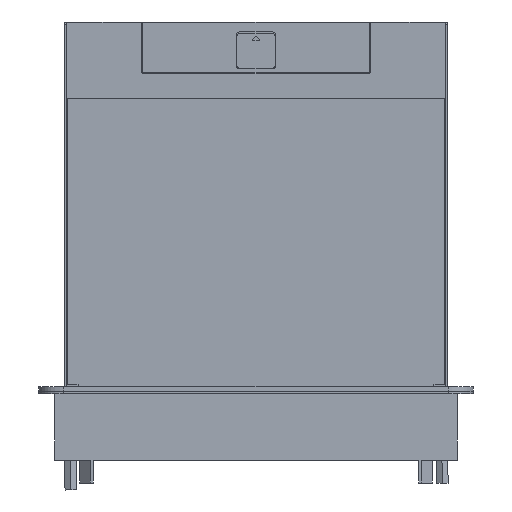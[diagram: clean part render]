
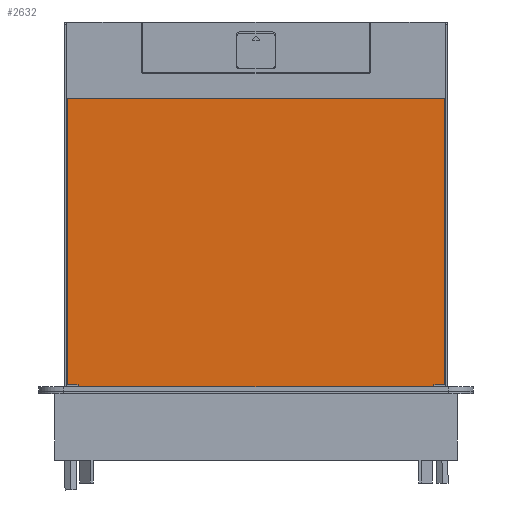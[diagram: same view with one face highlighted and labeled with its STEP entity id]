
A CAD part, front view. The second image highlights one B-rep face of the part: STEP entity #2632.
In plain terms, the highlighted face is planar.
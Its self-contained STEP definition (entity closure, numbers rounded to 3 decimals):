
#1696=CARTESIAN_POINT('Vertex',(-123.725,113.25,4.4)) ;
#1719=CARTESIAN_POINT('Line Origine',(0.,113.25,4.4)) ;
#1723=CARTESIAN_POINT('Vertex',(123.725,113.25,4.4)) ;
#2343=CARTESIAN_POINT('Line Origine',(0.,-87.15,4.4)) ;
#2347=CARTESIAN_POINT('Vertex',(124.2,-87.15,4.4)) ;
#2349=CARTESIAN_POINT('Vertex',(-124.2,-87.15,4.4)) ;
#2507=CARTESIAN_POINT('Vertex',(-123.725,-74.7,4.4)) ;
#2510=CARTESIAN_POINT('Line Origine',(-123.725,19.275,4.4)) ;
#2522=CARTESIAN_POINT('Axis2P3D Location',(0.,0.,4.4)) ;
#2527=CARTESIAN_POINT('Line Origine',(-120.238,-74.7,4.4)) ;
#2531=CARTESIAN_POINT('Vertex',(-116.75,-74.7,4.4)) ;
#2534=CARTESIAN_POINT('Line Origine',(-116.75,-79.2,4.4)) ;
#2538=CARTESIAN_POINT('Vertex',(-116.75,-83.7,4.4)) ;
#2541=CARTESIAN_POINT('Line Origine',(-122.,-83.7,4.4)) ;
#2545=CARTESIAN_POINT('Vertex',(-127.25,-83.7,4.4)) ;
#2548=CARTESIAN_POINT('Line Origine',(-127.25,-85.7,4.4)) ;
#2552=CARTESIAN_POINT('Vertex',(-127.25,-87.7,4.4)) ;
#2555=CARTESIAN_POINT('Line Origine',(-125.725,-87.7,4.4)) ;
#2559=CARTESIAN_POINT('Vertex',(-124.2,-87.7,4.4)) ;
#2562=CARTESIAN_POINT('Line Origine',(-124.2,-87.425,4.4)) ;
#2567=CARTESIAN_POINT('Line Origine',(124.2,-87.425,4.4)) ;
#2571=CARTESIAN_POINT('Vertex',(124.2,-87.7,4.4)) ;
#2574=CARTESIAN_POINT('Line Origine',(125.725,-87.7,4.4)) ;
#2578=CARTESIAN_POINT('Vertex',(127.25,-87.7,4.4)) ;
#2581=CARTESIAN_POINT('Line Origine',(127.25,-85.7,4.4)) ;
#2585=CARTESIAN_POINT('Vertex',(127.25,-83.7,4.4)) ;
#2588=CARTESIAN_POINT('Line Origine',(122.,-83.7,4.4)) ;
#2592=CARTESIAN_POINT('Vertex',(116.75,-83.7,4.4)) ;
#2595=CARTESIAN_POINT('Line Origine',(116.75,-79.2,4.4)) ;
#2599=CARTESIAN_POINT('Vertex',(116.75,-74.7,4.4)) ;
#2602=CARTESIAN_POINT('Line Origine',(120.238,-74.7,4.4)) ;
#2606=CARTESIAN_POINT('Vertex',(123.725,-74.7,4.4)) ;
#2609=CARTESIAN_POINT('Line Origine',(123.725,19.275,4.4)) ;
#1720=DIRECTION('Vector Direction',(-1.,0.,0.)) ;
#2344=DIRECTION('Vector Direction',(-1.,0.,0.)) ;
#2511=DIRECTION('Vector Direction',(0.,-1.,0.)) ;
#2523=DIRECTION('Axis2P3D Direction',(0.,0.,1.)) ;
#2524=DIRECTION('Axis2P3D XDirection',(1.,0.,0.)) ;
#2528=DIRECTION('Vector Direction',(-1.,0.,0.)) ;
#2535=DIRECTION('Vector Direction',(0.,1.,0.)) ;
#2542=DIRECTION('Vector Direction',(1.,0.,0.)) ;
#2549=DIRECTION('Vector Direction',(0.,-1.,0.)) ;
#2556=DIRECTION('Vector Direction',(-1.,0.,0.)) ;
#2563=DIRECTION('Vector Direction',(0.,-1.,0.)) ;
#2568=DIRECTION('Vector Direction',(0.,-1.,0.)) ;
#2575=DIRECTION('Vector Direction',(-1.,0.,0.)) ;
#2582=DIRECTION('Vector Direction',(0.,-1.,0.)) ;
#2589=DIRECTION('Vector Direction',(-1.,0.,0.)) ;
#2596=DIRECTION('Vector Direction',(0.,1.,0.)) ;
#2603=DIRECTION('Vector Direction',(1.,0.,0.)) ;
#2610=DIRECTION('Vector Direction',(0.,-1.,0.)) ;
#2525=AXIS2_PLACEMENT_3D('Plane Axis2P3D',#2522,#2523,#2524) ;
#2615=ORIENTED_EDGE('',*,*,#2514,.T.) ;
#2616=ORIENTED_EDGE('',*,*,#2533,.T.) ;
#2617=ORIENTED_EDGE('',*,*,#2540,.T.) ;
#2618=ORIENTED_EDGE('',*,*,#2547,.T.) ;
#2619=ORIENTED_EDGE('',*,*,#2554,.T.) ;
#2620=ORIENTED_EDGE('',*,*,#2561,.T.) ;
#2621=ORIENTED_EDGE('',*,*,#2566,.F.) ;
#2622=ORIENTED_EDGE('',*,*,#2351,.F.) ;
#2623=ORIENTED_EDGE('',*,*,#2573,.T.) ;
#2624=ORIENTED_EDGE('',*,*,#2580,.T.) ;
#2625=ORIENTED_EDGE('',*,*,#2587,.T.) ;
#2626=ORIENTED_EDGE('',*,*,#2594,.T.) ;
#2627=ORIENTED_EDGE('',*,*,#2601,.T.) ;
#2628=ORIENTED_EDGE('',*,*,#2608,.T.) ;
#2629=ORIENTED_EDGE('',*,*,#2613,.T.) ;
#2630=ORIENTED_EDGE('',*,*,#1725,.F.) ;
#1721=VECTOR('Line Direction',#1720,1.) ;
#2345=VECTOR('Line Direction',#2344,1.) ;
#2512=VECTOR('Line Direction',#2511,1.) ;
#2529=VECTOR('Line Direction',#2528,1.) ;
#2536=VECTOR('Line Direction',#2535,1.) ;
#2543=VECTOR('Line Direction',#2542,1.) ;
#2550=VECTOR('Line Direction',#2549,1.) ;
#2557=VECTOR('Line Direction',#2556,1.) ;
#2564=VECTOR('Line Direction',#2563,1.) ;
#2569=VECTOR('Line Direction',#2568,1.) ;
#2576=VECTOR('Line Direction',#2575,1.) ;
#2583=VECTOR('Line Direction',#2582,1.) ;
#2590=VECTOR('Line Direction',#2589,1.) ;
#2597=VECTOR('Line Direction',#2596,1.) ;
#2604=VECTOR('Line Direction',#2603,1.) ;
#2611=VECTOR('Line Direction',#2610,1.) ;
#2632=ADVANCED_FACE('Corps principal',(#2631),#2526,.T.) ;
#1725=EDGE_CURVE('',#1697,#1724,#1722,.F.) ;
#2351=EDGE_CURVE('',#2348,#2350,#2346,.T.) ;
#2514=EDGE_CURVE('',#1697,#2508,#2513,.T.) ;
#2533=EDGE_CURVE('',#2508,#2532,#2530,.F.) ;
#2540=EDGE_CURVE('',#2532,#2539,#2537,.F.) ;
#2547=EDGE_CURVE('',#2539,#2546,#2544,.F.) ;
#2554=EDGE_CURVE('',#2546,#2553,#2551,.T.) ;
#2561=EDGE_CURVE('',#2553,#2560,#2558,.F.) ;
#2566=EDGE_CURVE('',#2350,#2560,#2565,.T.) ;
#2573=EDGE_CURVE('',#2348,#2572,#2570,.T.) ;
#2580=EDGE_CURVE('',#2572,#2579,#2577,.F.) ;
#2587=EDGE_CURVE('',#2579,#2586,#2584,.F.) ;
#2594=EDGE_CURVE('',#2586,#2593,#2591,.T.) ;
#2601=EDGE_CURVE('',#2593,#2600,#2598,.T.) ;
#2608=EDGE_CURVE('',#2600,#2607,#2605,.T.) ;
#2613=EDGE_CURVE('',#2607,#1724,#2612,.F.) ;
#2614=EDGE_LOOP('',(#2615,#2616,#2617,#2618,#2619,#2620,#2621,#2622,#2623,#2624,#2625,#2626,#2627,#2628,#2629,#2630)) ;
#2631=FACE_OUTER_BOUND('',#2614,.T.) ;
#1722=LINE('Line',#1719,#1721) ;
#2346=LINE('Line',#2343,#2345) ;
#2513=LINE('Line',#2510,#2512) ;
#2530=LINE('Line',#2527,#2529) ;
#2537=LINE('Line',#2534,#2536) ;
#2544=LINE('Line',#2541,#2543) ;
#2551=LINE('Line',#2548,#2550) ;
#2558=LINE('Line',#2555,#2557) ;
#2565=LINE('Line',#2562,#2564) ;
#2570=LINE('Line',#2567,#2569) ;
#2577=LINE('Line',#2574,#2576) ;
#2584=LINE('Line',#2581,#2583) ;
#2591=LINE('Line',#2588,#2590) ;
#2598=LINE('Line',#2595,#2597) ;
#2605=LINE('Line',#2602,#2604) ;
#2612=LINE('Line',#2609,#2611) ;
#2526=PLANE('',#2525) ;
#1697=VERTEX_POINT('',#1696) ;
#1724=VERTEX_POINT('',#1723) ;
#2348=VERTEX_POINT('',#2347) ;
#2350=VERTEX_POINT('',#2349) ;
#2508=VERTEX_POINT('',#2507) ;
#2532=VERTEX_POINT('',#2531) ;
#2539=VERTEX_POINT('',#2538) ;
#2546=VERTEX_POINT('',#2545) ;
#2553=VERTEX_POINT('',#2552) ;
#2560=VERTEX_POINT('',#2559) ;
#2572=VERTEX_POINT('',#2571) ;
#2579=VERTEX_POINT('',#2578) ;
#2586=VERTEX_POINT('',#2585) ;
#2593=VERTEX_POINT('',#2592) ;
#2600=VERTEX_POINT('',#2599) ;
#2607=VERTEX_POINT('',#2606) ;
